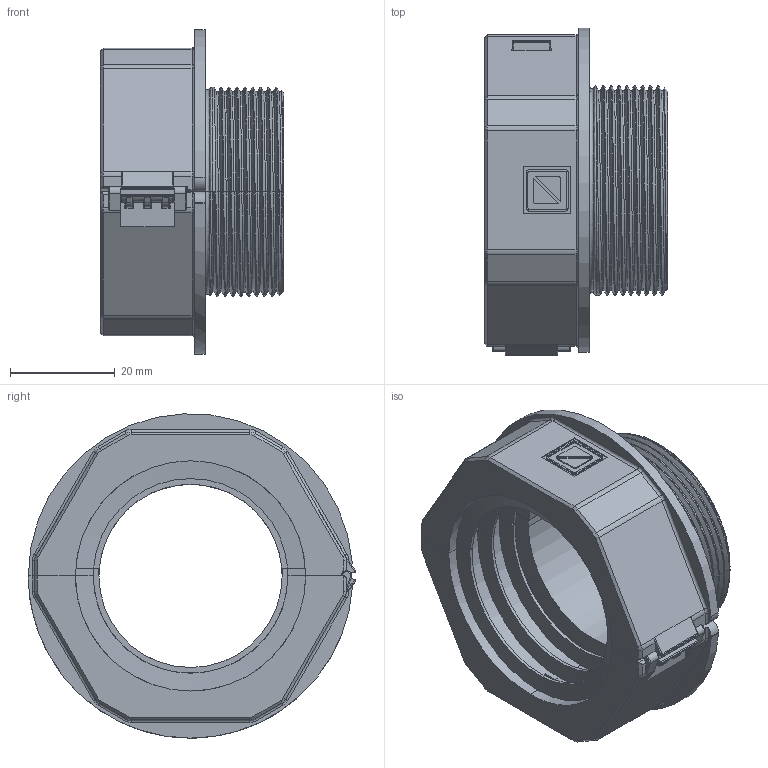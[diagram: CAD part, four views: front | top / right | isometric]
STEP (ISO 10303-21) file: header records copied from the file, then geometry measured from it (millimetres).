
FILE_DESCRIPTION (( 'STEP AP203' ), '1' );
FILE_NAME ('836028.step', '2023-06-13T19:07:09', ( '' ), ( '' ), 'SwSTEP 2.0', 'SolidWorks 2021', '' );
FILE_SCHEMA (( 'CONFIG_CONTROL_DESIGN' ));
Length unit declared in the file: inch
Products named in the file (1): 836028
Bounding box: 35 x 62.56 x 61.97 mm (x, y, z)
Volume: 28161.6 mm3; surface area: 18854.6 mm2
Topology: 2 solids, 2 shells, 722 faces, 1969 edges, 1273 vertices
Faces by surface type: plane 311, bspline 203, cylinder 170, cone 38
Entity records: 39529 total; most frequent: CARTESIAN_POINT 22849, ORIENTED_EDGE 3934, DIRECTION 2724, EDGE_CURVE 1967, VERTEX_POINT 1273, VECTOR 1050, LINE 1050, AXIS2_PLACEMENT_3D 837
